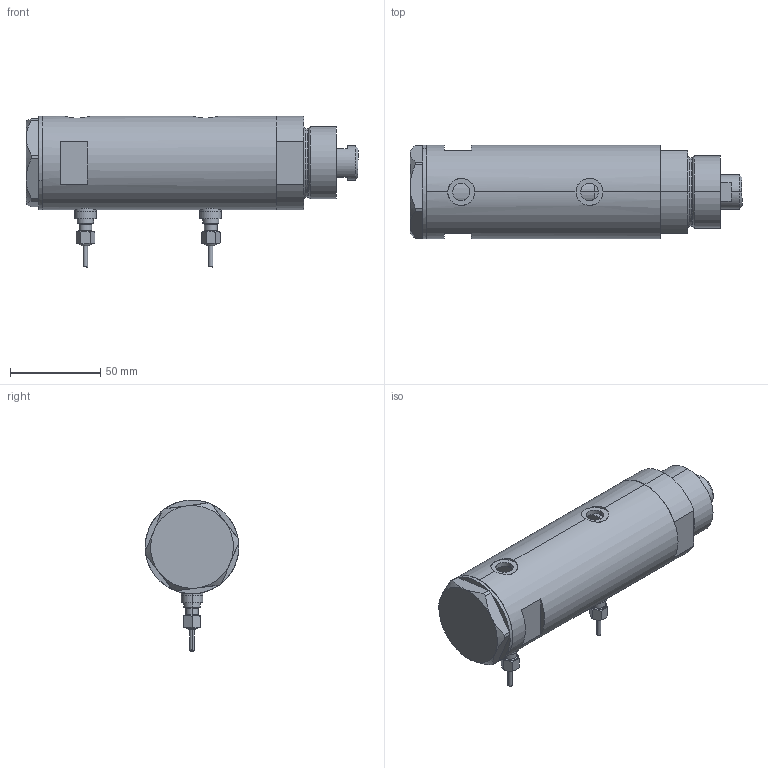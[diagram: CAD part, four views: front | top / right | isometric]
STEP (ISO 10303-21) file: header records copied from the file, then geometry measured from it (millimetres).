
FILE_DESCRIPTION (( 'STEP AP203' ), '1' );
FILE_NAME ('a4ae.STEP', '2021-12-07T16:15:17', ( '' ), ( '' ), 'SwSTEP 2.0', 'SolidWorks 2019', '' );
FILE_SCHEMA (( 'CONFIG_CONTROL_DESIGN' ));
Length unit declared in the file: millimetre
Products named in the file (6): a4ae; V270CG_SWITCH efaeb9c393e0c5640e02c70c6cc2e018; V270CG_FRONT efaeb9c393e0c5640e02c70c6cc2e018; V270CG_MIDDLE efaeb9c393e0c5640e02c70c6cc2e018; V270CG_VC efaeb9c393e0c5640e02c70c6cc2e018; V270CG_BACK efaeb9c393e0c5640e02c70c6cc2e018
Assembly tree (6 placements, depth 2):
  a4ae
    V270CG_MIDDLE efaeb9c393e0c5640e02c70c6cc2e018
    V270CG_BACK efaeb9c393e0c5640e02c70c6cc2e018
    V270CG_FRONT efaeb9c393e0c5640e02c70c6cc2e018
    V270CG_VC efaeb9c393e0c5640e02c70c6cc2e018
    V270CG_SWITCH efaeb9c393e0c5640e02c70c6cc2e018  x2
Bounding box: 184.4 x 52 x 84.3 mm (x, y, z)
Volume: 278585.5 mm3; surface area: 84073.5 mm2
Topology: 6 solids, 6 shells, 238 faces, 519 edges, 311 vertices
Faces by surface type: plane 91, cylinder 73, cone 48, torus 24, bspline 2
Entity records: 6609 total; most frequent: CARTESIAN_POINT 1829, DIRECTION 919, ORIENTED_EDGE 818, EDGE_CURVE 409, AXIS2_PLACEMENT_3D 383, VERTEX_POINT 247, EDGE_LOOP 210, CIRCLE 190
